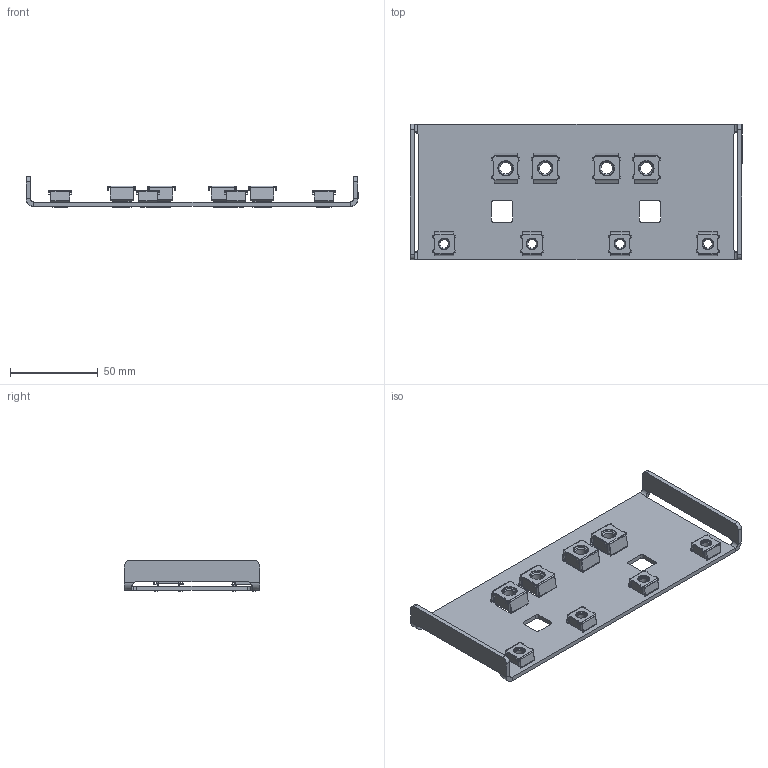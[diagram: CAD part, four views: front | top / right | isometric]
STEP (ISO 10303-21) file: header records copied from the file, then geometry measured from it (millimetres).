
FILE_DESCRIPTION (( 'STEP AP214' ), '1' );
FILE_NAME ('PLA-16.STEP', '2024-12-06T12:39:39', ( '' ), ( '' ), 'SwSTEP 2.0', 'SolidWorks 2019', '' );
FILE_SCHEMA (( 'AUTOMOTIVE_DESIGN' ));
Length unit declared in the file: millimetre
Products named in the file (4): BN 3307 1538349 cage nut M6x1.7-2.7-(2.7); PLA-16; BN 3307 1538365 cage nut M8x1.8-3.2-(3.2); A_PLA-16
Assembly tree (9 placements, depth 2):
  PLA-16
    A_PLA-16
    BN 3307 1538349 cage nut M6x1.7-2.7-(2.7)  x4
    BN 3307 1538365 cage nut M8x1.8-3.2-(3.2)  x4
Bounding box: 188.89 x 77 x 17.45 mm (x, y, z)
Volume: 43505.1 mm3; surface area: 44437.6 mm2
Topology: 9 solids, 9 shells, 958 faces, 2752 edges, 1792 vertices
Faces by surface type: plane 510, bspline 388, cylinder 60
Entity records: 12600 total; most frequent: CARTESIAN_POINT 5270, ORIENTED_EDGE 1904, EDGE_CURVE 952, DIRECTION 940, VERTEX_POINT 616, B_SPLINE_CURVE_WITH_KNOTS 534, EDGE_LOOP 362, AXIS2_PLACEMENT_3D 358
